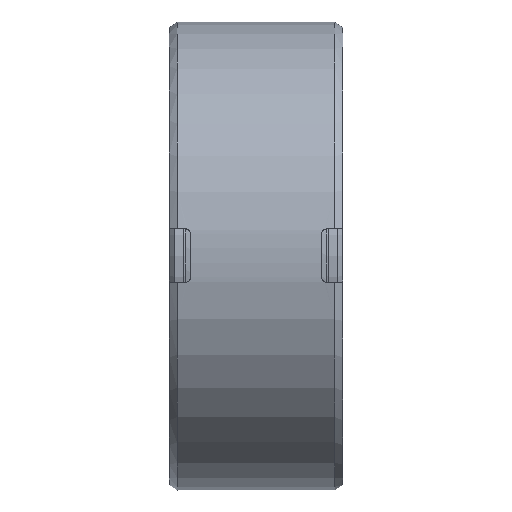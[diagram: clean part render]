
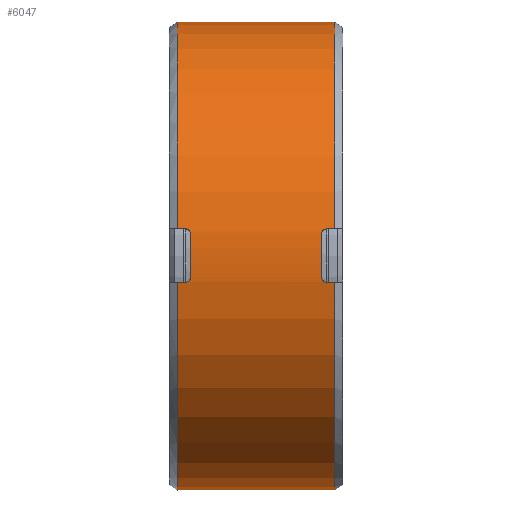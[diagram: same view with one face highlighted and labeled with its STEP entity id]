
A CAD part, top view. The second image highlights one B-rep face of the part: STEP entity #6047.
In plain terms, the highlighted cylindrical face has radius 17.5 mm (diameter 35 mm), a partial arc.
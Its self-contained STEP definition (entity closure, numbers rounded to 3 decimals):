
#4741=CARTESIAN_POINT('',(-4.9,0.,0.));
#4742=DIRECTION('',(1.,0.,0.));
#4743=DIRECTION('',(0.,0.091,0.996));
#4744=AXIS2_PLACEMENT_3D('',#4741,#4742,#4743);
#4918=DIRECTION('',(-1.,0.,0.));
#4919=VECTOR('',#4918,11.8);
#4920=CARTESIAN_POINT('',(5.9,17.5,0.));
#4921=LINE('',#4920,#4919);
#4935=CARTESIAN_POINT('',(-5.9,0.,
0.));
#4936=DIRECTION('',(1.,0.,0.));
#4937=DIRECTION('',(0.,-0.114,0.993));
#4938=AXIS2_PLACEMENT_3D('',#4935,#4936,#4937);
#4959=CARTESIAN_POINT('',(4.9,-1.6,17.427));
#4960=CARTESIAN_POINT('',(4.9,-1.644,17.423));
#4961=CARTESIAN_POINT('',(4.914,-1.726,17.415));
#4962=CARTESIAN_POINT('',(4.972,-1.84,17.403));
#4963=CARTESIAN_POINT('',(5.062,-1.93,17.393));
#4964=CARTESIAN_POINT('',(5.175,-1.987,17.387));
#4965=CARTESIAN_POINT('',(5.257,-2.,17.385));
#4966=CARTESIAN_POINT('',(5.3,-2.,17.385));
#4968=DIRECTION('',(1.,0.,0.));
#4969=VECTOR('',#4968,0.6);
#4970=CARTESIAN_POINT('',(5.3,-2.,17.385));
#4971=LINE('',#4970,#4969);
#4972=DIRECTION('',(-1.,0.,0.));
#4973=VECTOR('',#4972,11.8);
#4974=CARTESIAN_POINT('',(5.9,-17.5,0.));
#4975=LINE('',#4974,#4973);
#4976=DIRECTION('',(1.,0.,0.));
#4977=VECTOR('',#4976,0.6);
#4978=CARTESIAN_POINT('',(-5.9,-2.,17.385));
#4979=LINE('',#4978,#4977);
#4980=CARTESIAN_POINT('',(-5.3,-2.,17.385));
#4981=CARTESIAN_POINT('',(-5.257,-2.,17.385));
#4982=CARTESIAN_POINT('',(-5.175,-1.987,
17.387));
#4983=CARTESIAN_POINT('',(-5.061,-1.929,
17.393));
#4984=CARTESIAN_POINT('',(-4.971,-1.839,
17.403));
#4985=CARTESIAN_POINT('',(-4.914,-1.726,
17.415));
#4986=CARTESIAN_POINT('',(-4.9,-1.644,17.423));
#4987=CARTESIAN_POINT('',(-4.9,-1.6,17.427));
#4989=CARTESIAN_POINT('',(-4.9,1.6,17.427));
#4990=CARTESIAN_POINT('',(-4.9,1.644,17.423));
#4991=CARTESIAN_POINT('',(-4.914,1.726,17.415));
#4992=CARTESIAN_POINT('',(-4.972,1.84,17.403));
#4993=CARTESIAN_POINT('',(-5.062,1.93,17.393));
#4994=CARTESIAN_POINT('',(-5.175,1.987,17.387));
#4995=CARTESIAN_POINT('',(-5.257,2.,17.385));
#4996=CARTESIAN_POINT('',(-5.3,2.,17.385));
#4998=DIRECTION('',(-1.,0.,0.));
#4999=VECTOR('',#4998,0.6);
#5000=CARTESIAN_POINT('',(-5.3,2.,17.385));
#5001=LINE('',#5000,#4999);
#5002=DIRECTION('',(-1.,0.,0.));
#5003=VECTOR('',#5002,0.6);
#5004=CARTESIAN_POINT('',(5.9,2.,17.385));
#5005=LINE('',#5004,#5003);
#5006=CARTESIAN_POINT('',(5.3,2.,17.385));
#5007=CARTESIAN_POINT('',(5.257,2.,17.385));
#5008=CARTESIAN_POINT('',(5.175,1.987,17.387));
#5009=CARTESIAN_POINT('',(5.061,1.929,17.393));
#5010=CARTESIAN_POINT('',(4.971,1.839,17.403));
#5011=CARTESIAN_POINT('',(4.914,1.726,17.415));
#5012=CARTESIAN_POINT('',(4.9,1.644,17.423));
#5013=CARTESIAN_POINT('',(4.9,1.6,17.427));
#5020=CARTESIAN_POINT('',(4.9,0.,0.));
#5021=DIRECTION('',(-1.,0.,0.));
#5022=DIRECTION('',(0.,-0.091,0.996));
#5023=AXIS2_PLACEMENT_3D('',#5020,#5021,#5022);
#5037=CARTESIAN_POINT('',(5.9,0.,0.));
#5038=DIRECTION('',(-1.,0.,0.));
#5039=DIRECTION('',(0.,0.114,0.993));
#5040=AXIS2_PLACEMENT_3D('',#5037,#5038,#5039);
#5107=CARTESIAN_POINT('',(5.9,0.,0.));
#5108=DIRECTION('',(-1.,0.,0.));
#5109=DIRECTION('',(0.,-1.,0.));
#5110=AXIS2_PLACEMENT_3D('',#5107,#5108,#5109);
#5112=CARTESIAN_POINT('',(5.9,-2.,17.385));
#5385=CARTESIAN_POINT('',(-5.9,0.,
0.));
#5386=DIRECTION('',(1.,0.,0.));
#5387=DIRECTION('',(0.,1.,0.));
#5388=AXIS2_PLACEMENT_3D('',#5385,#5386,#5387);
#5390=CARTESIAN_POINT('',(-5.9,2.,17.385));
#5519=CARTESIAN_POINT('',(-5.3,-2.,17.385));
#5521=VERTEX_POINT('',#5519);
#5523=CARTESIAN_POINT('',(-5.9,-2.,17.385));
#5524=VERTEX_POINT('',#5523);
#5542=CARTESIAN_POINT('',(-4.9,-1.6,17.427));
#5544=VERTEX_POINT('',#5542);
#5545=CARTESIAN_POINT('',(-4.9,1.6,17.427));
#5547=VERTEX_POINT('',#5545);
#5558=CARTESIAN_POINT('',(-5.3,2.,17.385));
#5560=VERTEX_POINT('',#5558);
#5567=VERTEX_POINT('',#5390);
#5640=CARTESIAN_POINT('',(5.3,-2.,17.385));
#5642=VERTEX_POINT('',#5640);
#5646=VERTEX_POINT('',#5112);
#5656=VERTEX_POINT('',#4959);
#5659=CARTESIAN_POINT('',(4.9,1.6,17.427));
#5660=VERTEX_POINT('',#5659);
#5661=CARTESIAN_POINT('',(5.9,-17.5,0.));
#5662=VERTEX_POINT('',#5661);
#5663=CARTESIAN_POINT('',(-5.9,-17.5,0.));
#5664=VERTEX_POINT('',#5663);
#5665=CARTESIAN_POINT('',(-5.9,17.5,0.));
#5666=VERTEX_POINT('',#5665);
#5667=CARTESIAN_POINT('',(5.9,17.5,0.));
#5668=VERTEX_POINT('',#5667);
#5669=CARTESIAN_POINT('',(5.9,2.,17.385));
#5670=VERTEX_POINT('',#5669);
#5671=CARTESIAN_POINT('',(5.3,2.,17.385));
#5672=VERTEX_POINT('',#5671);
#6016=CARTESIAN_POINT('',(-6.5,0.,0.));
#6017=DIRECTION('',(1.,0.,0.));
#6018=DIRECTION('',(0.,-1.,0.));
#6019=AXIS2_PLACEMENT_3D('',#6016,#6017,#6018);
#6020=CYLINDRICAL_SURFACE('',#6019,17.5);
#6022=ORIENTED_EDGE('',*,*,#6021,.F.);
#6024=ORIENTED_EDGE('',*,*,#6023,.T.);
#6026=ORIENTED_EDGE('',*,*,#6025,.T.);
#6028=ORIENTED_EDGE('',*,*,#6027,.F.);
#6029=ORIENTED_EDGE('',*,*,#5977,.T.);
#6030=ORIENTED_EDGE('',*,*,#6007,.F.);
#6031=ORIENTED_EDGE('',*,*,#5723,.T.);
#6032=ORIENTED_EDGE('',*,*,#5746,.T.);
#6033=ORIENTED_EDGE('',*,*,#5761,.F.);
#6034=ORIENTED_EDGE('',*,*,#5776,.T.);
#6035=ORIENTED_EDGE('',*,*,#5802,.T.);
#6037=ORIENTED_EDGE('',*,*,#6036,.F.);
#6038=ORIENTED_EDGE('',*,*,#5993,.F.);
#6040=ORIENTED_EDGE('',*,*,#6039,.F.);
#6042=ORIENTED_EDGE('',*,*,#6041,.T.);
#6044=ORIENTED_EDGE('',*,*,#6043,.T.);
#6045=EDGE_LOOP('',(#6022,#6024,#6026,#6028,#6029,#6030,#6031,#6032,#6033,#6034,
#6035,#6037,#6038,#6040,#6042,#6044));
#6046=FACE_OUTER_BOUND('',#6045,.F.);
#4745=CIRCLE('',#4744,17.5);
#4939=CIRCLE('',#4938,17.5);
#4967=B_SPLINE_CURVE_WITH_KNOTS('',3,(#4959,#4960,#4961,#4962,#4963,#4964,#4965,
#4966),.UNSPECIFIED.,.F.,.F.,(4,1,1,1,1,4),(0.,0.2,0.4,0.6,0.8,1.),
.UNSPECIFIED.);
#4988=B_SPLINE_CURVE_WITH_KNOTS('',3,(#4980,#4981,#4982,#4983,#4984,#4985,#4986,
#4987),.UNSPECIFIED.,.F.,.F.,(4,1,1,1,1,4),(0.,0.2,0.4,0.6,0.8,1.),
.UNSPECIFIED.);
#4997=B_SPLINE_CURVE_WITH_KNOTS('',3,(#4989,#4990,#4991,#4992,#4993,#4994,#4995,
#4996),.UNSPECIFIED.,.F.,.F.,(4,1,1,1,1,4),(0.,0.2,0.4,0.6,0.8,1.),
.UNSPECIFIED.);
#5014=B_SPLINE_CURVE_WITH_KNOTS('',3,(#5006,#5007,#5008,#5009,#5010,#5011,#5012,
#5013),.UNSPECIFIED.,.F.,.F.,(4,1,1,1,1,4),(0.,0.2,0.4,0.6,0.8,1.),
.UNSPECIFIED.);
#5024=CIRCLE('',#5023,17.5);
#5041=CIRCLE('',#5040,17.5);
#5111=CIRCLE('',#5110,17.5);
#5389=CIRCLE('',#5388,17.5);
#5723=EDGE_CURVE('',#5524,#5521,#4979,.T.);
#5746=EDGE_CURVE('',#5521,#5544,#4988,.T.);
#5761=EDGE_CURVE('',#5547,#5544,#4745,.T.);
#5776=EDGE_CURVE('',#5547,#5560,#4997,.T.);
#5802=EDGE_CURVE('',#5560,#5567,#5001,.T.);
#5977=EDGE_CURVE('',#5662,#5664,#4975,.T.);
#5993=EDGE_CURVE('',#5668,#5666,#4921,.T.);
#6007=EDGE_CURVE('',#5524,#5664,#4939,.T.);
#6021=EDGE_CURVE('',#5656,#5660,#5024,.T.);
#6023=EDGE_CURVE('',#5656,#5642,#4967,.T.);
#6025=EDGE_CURVE('',#5642,#5646,#4971,.T.);
#6027=EDGE_CURVE('',#5662,#5646,#5111,.T.);
#6036=EDGE_CURVE('',#5666,#5567,#5389,.T.);
#6039=EDGE_CURVE('',#5670,#5668,#5041,.T.);
#6041=EDGE_CURVE('',#5670,#5672,#5005,.T.);
#6043=EDGE_CURVE('',#5672,#5660,#5014,.T.);
#6047=ADVANCED_FACE('',(#6046),#6020,.T.);
